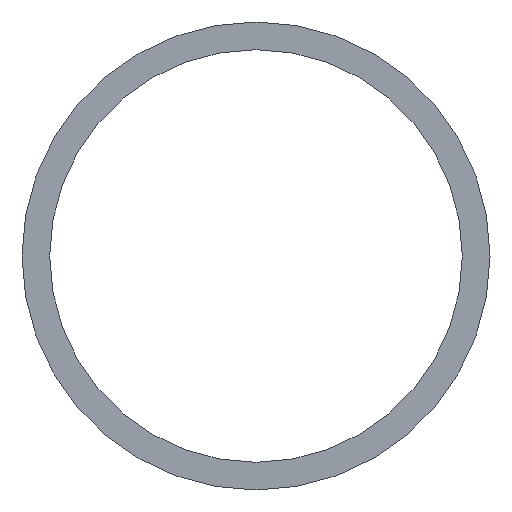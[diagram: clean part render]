
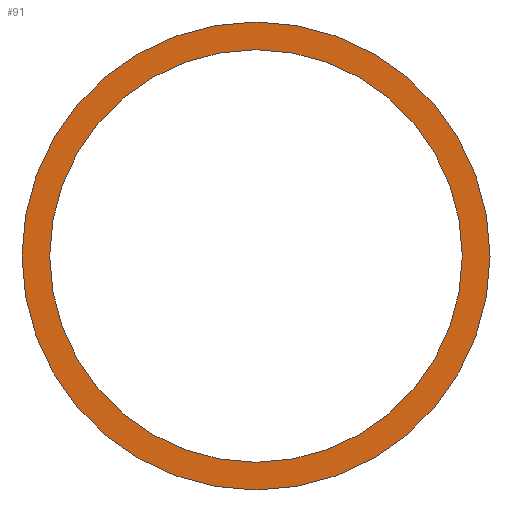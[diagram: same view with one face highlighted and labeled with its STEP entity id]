
A CAD part, left-side view. The second image highlights one B-rep face of the part: STEP entity #91.
In plain terms, the highlighted planar face has unit normal (-1, 0, 0).
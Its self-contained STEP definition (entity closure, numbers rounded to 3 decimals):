
#51 = VERTEX_POINT( '', #121 );
#53 = EDGE_CURVE( '', #67, #71, #123, .T. );
#55 = EDGE_CURVE( '', #71, #67, #125, .T. );
#67 = VERTEX_POINT( '', #137 );
#69 = VERTEX_POINT( '', #139 );
#71 = VERTEX_POINT( '', #141 );
#87 = EDGE_CURVE( '', #51, #69, #158, .T. );
#91 = ADVANCED_FACE( '', ( #162, #163 ), #164, .F. );
#99 = EDGE_CURVE( '', #69, #51, #174, .T. );
#121 = CARTESIAN_POINT( '', ( 0., 0., 62.5 ) );
#123 = CIRCLE( '', #192, 55.1 );
#125 = CIRCLE( '', #195, 55.1 );
#137 = CARTESIAN_POINT( '', ( 0., 0., 55.1 ) );
#139 = CARTESIAN_POINT( '', ( 0., 0., -62.5 ) );
#141 = CARTESIAN_POINT( '', ( 0., 0., -55.1 ) );
#158 = CIRCLE( '', #237, 62.5 );
#162 = FACE_OUTER_BOUND( '', #242, .T. );
#163 = FACE_BOUND( '', #243, .T. );
#164 = PLANE( '', #244 );
#174 = CIRCLE( '', #257, 62.5 );
#192 = AXIS2_PLACEMENT_3D( '', #266, #267, #268 );
#195 = AXIS2_PLACEMENT_3D( '', #269, #270, #271 );
#237 = AXIS2_PLACEMENT_3D( '', #293, #294, #295 );
#242 = EDGE_LOOP( '', ( #300, #301 ) );
#243 = EDGE_LOOP( '', ( #302, #303 ) );
#244 = AXIS2_PLACEMENT_3D( '', #304, #305, #306 );
#257 = AXIS2_PLACEMENT_3D( '', #324, #325, #326 );
#266 = CARTESIAN_POINT( '', ( 0., 0., 0. ) );
#267 = DIRECTION( '', ( 1., 0., 0. ) );
#268 = DIRECTION( '', ( 0., 0., -1. ) );
#269 = CARTESIAN_POINT( '', ( 0., 0., 0. ) );
#270 = DIRECTION( '', ( 1., 0., 0. ) );
#271 = DIRECTION( '', ( 0., 0., -1. ) );
#293 = CARTESIAN_POINT( '', ( 0., 0., 0. ) );
#294 = DIRECTION( '', ( 1., 0., 0. ) );
#295 = DIRECTION( '', ( 0., 0., -1. ) );
#300 = ORIENTED_EDGE( '', *, *, #99, .F. );
#301 = ORIENTED_EDGE( '', *, *, #87, .F. );
#302 = ORIENTED_EDGE( '', *, *, #55, .T. );
#303 = ORIENTED_EDGE( '', *, *, #53, .T. );
#304 = CARTESIAN_POINT( '', ( 0., 0., 0. ) );
#305 = DIRECTION( '', ( 1., 0., 0. ) );
#306 = DIRECTION( '', ( 0., 0., -1. ) );
#324 = CARTESIAN_POINT( '', ( 0., 0., 0. ) );
#325 = DIRECTION( '', ( 1., 0., 0. ) );
#326 = DIRECTION( '', ( 0., 0., -1. ) );
